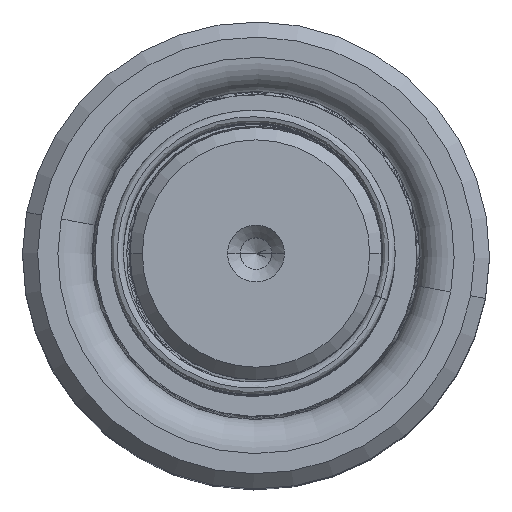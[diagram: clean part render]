
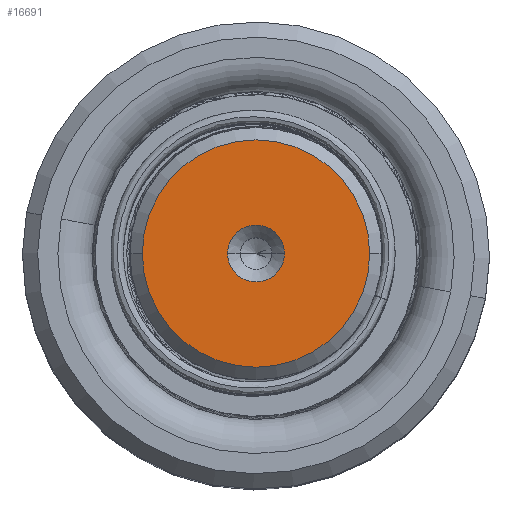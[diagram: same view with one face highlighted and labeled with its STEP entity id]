
A CAD part, top view. The second image highlights one B-rep face of the part: STEP entity #16691.
In plain terms, the highlighted planar face has unit normal (0, 0, 1).
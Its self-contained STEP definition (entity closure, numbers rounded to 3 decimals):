
#778 = AXIS2_PLACEMENT_3D ( 'NONE', #9111, #22369, #27604 ) ;
#2746 = PLANE ( 'NONE',  #13086 ) ;
#3832 = CIRCLE ( 'NONE', #33509, 9.009 ) ;
#5645 = EDGE_LOOP ( 'NONE', ( #19775, #33887 ) ) ;
#6073 = CIRCLE ( 'NONE', #778, 2.25 ) ;
#6453 = CARTESIAN_POINT ( 'NONE',  ( 2.25, 0., 140. ) ) ;
#8044 = CARTESIAN_POINT ( 'NONE',  ( 0., 0., 140. ) ) ;
#8326 = CARTESIAN_POINT ( 'NONE',  ( 0., 0., 140. ) ) ;
#8534 = VERTEX_POINT ( 'NONE', #23680 ) ;
#9111 = CARTESIAN_POINT ( 'NONE',  ( 0., 0., 140. ) ) ;
#11220 = EDGE_CURVE ( 'NONE', #8534, #23376, #6073, .T. ) ;
#11553 = EDGE_CURVE ( 'NONE', #18652, #22656, #14925, .T. ) ;
#12017 = DIRECTION ( 'NONE',  ( 0., 0., 1. ) ) ;
#12992 = DIRECTION ( 'NONE',  ( 0., 0., 1. ) ) ;
#13086 = AXIS2_PLACEMENT_3D ( 'NONE', #8326, #13750, #32692 ) ;
#13750 = DIRECTION ( 'NONE',  ( 0., 0., 1. ) ) ;
#13936 = DIRECTION ( 'NONE',  ( 1., 0., 0. ) ) ;
#14925 = CIRCLE ( 'NONE', #26923, 9.009 ) ;
#16691 = ADVANCED_FACE ( 'NONE', ( #28426, #19546 ), #2746, .T. ) ;
#17824 = EDGE_CURVE ( 'NONE', #22656, #18652, #3832, .T. ) ;
#18652 = VERTEX_POINT ( 'NONE', #26248 ) ;
#19546 = FACE_OUTER_BOUND ( 'NONE', #26635, .T. ) ;
#19775 = ORIENTED_EDGE ( 'NONE', *, *, #26985, .F. ) ;
#20534 = DIRECTION ( 'NONE',  ( 1., 0., 0. ) ) ;
#21017 = AXIS2_PLACEMENT_3D ( 'NONE', #22127, #25446, #13936 ) ;
#22020 = CARTESIAN_POINT ( 'NONE',  ( 9.009, 0., 140. ) ) ;
#22127 = CARTESIAN_POINT ( 'NONE',  ( 0., 0., 140. ) ) ;
#22369 = DIRECTION ( 'NONE',  ( 0., 0., 1. ) ) ;
#22656 = VERTEX_POINT ( 'NONE', #22020 ) ;
#22752 = ORIENTED_EDGE ( 'NONE', *, *, #11553, .T. ) ;
#23121 = CIRCLE ( 'NONE', #21017, 2.25 ) ;
#23376 = VERTEX_POINT ( 'NONE', #6453 ) ;
#23680 = CARTESIAN_POINT ( 'NONE',  ( -2.25, 0., 140. ) ) ;
#25446 = DIRECTION ( 'NONE',  ( 0., 0., 1. ) ) ;
#26248 = CARTESIAN_POINT ( 'NONE',  ( -9.009, 0., 140. ) ) ;
#26635 = EDGE_LOOP ( 'NONE', ( #22752, #34753 ) ) ;
#26889 = DIRECTION ( 'NONE',  ( 1., 0., 0. ) ) ;
#26923 = AXIS2_PLACEMENT_3D ( 'NONE', #8044, #12992, #26889 ) ;
#26985 = EDGE_CURVE ( 'NONE', #23376, #8534, #23121, .T. ) ;
#27604 = DIRECTION ( 'NONE',  ( 1., 0., 0. ) ) ;
#28426 = FACE_BOUND ( 'NONE', #5645, .T. ) ;
#32692 = DIRECTION ( 'NONE',  ( 1., 0., 0. ) ) ;
#33509 = AXIS2_PLACEMENT_3D ( 'NONE', #34145, #12017, #20534 ) ;
#33887 = ORIENTED_EDGE ( 'NONE', *, *, #11220, .F. ) ;
#34145 = CARTESIAN_POINT ( 'NONE',  ( 0., 0., 140. ) ) ;
#34753 = ORIENTED_EDGE ( 'NONE', *, *, #17824, .T. ) ;
